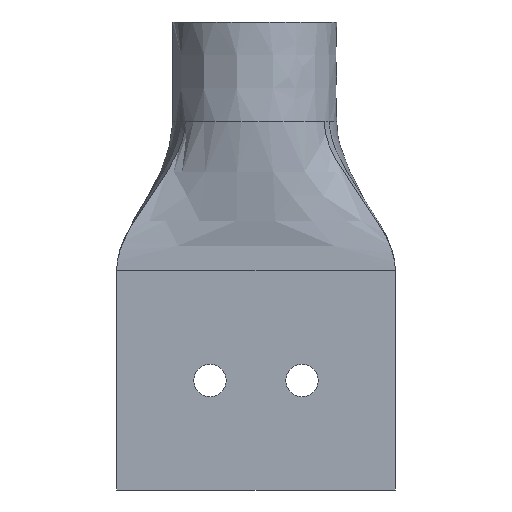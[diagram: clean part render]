
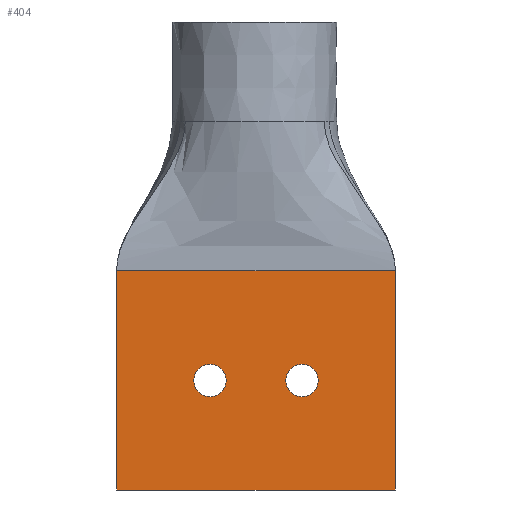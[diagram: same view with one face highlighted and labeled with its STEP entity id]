
A CAD part, front view. The second image highlights one B-rep face of the part: STEP entity #404.
In plain terms, the highlighted planar face has unit normal (0, -1, 0).
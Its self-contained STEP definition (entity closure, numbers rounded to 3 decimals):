
#20=FACE_BOUND('',#130,.T.);
#21=FACE_BOUND('',#131,.T.);
#31=CIRCLE('',#431,1.625);
#33=CIRCLE('',#434,1.625);
#40=PLANE('',#439);
#49=LINE('',#1834,#69);
#53=LINE('',#1951,#73);
#57=LINE('',#1958,#77);
#59=LINE('',#1961,#79);
#69=VECTOR('',#470,10.);
#73=VECTOR('',#488,10.);
#77=VECTOR('',#494,10.);
#79=VECTOR('',#498,10.);
#103=FACE_OUTER_BOUND('',#129,.T.);
#129=EDGE_LOOP('',(#362,#363,#364,#365));
#130=EDGE_LOOP('',(#366));
#131=EDGE_LOOP('',(#367));
#184=VERTEX_POINT('',#1779);
#185=VERTEX_POINT('',#1833);
#187=VERTEX_POINT('',#1939);
#189=VERTEX_POINT('',#1945);
#190=VERTEX_POINT('',#1949);
#191=VERTEX_POINT('',#1950);
#233=EDGE_CURVE('',#185,#184,#49,.T.);
#240=EDGE_CURVE('',#187,#187,#31,.T.);
#243=EDGE_CURVE('',#189,#189,#33,.T.);
#244=EDGE_CURVE('',#190,#191,#53,.T.);
#248=EDGE_CURVE('',#184,#190,#57,.T.);
#250=EDGE_CURVE('',#191,#185,#59,.T.);
#362=ORIENTED_EDGE('',*,*,#250,.F.);
#363=ORIENTED_EDGE('',*,*,#244,.F.);
#364=ORIENTED_EDGE('',*,*,#248,.F.);
#365=ORIENTED_EDGE('',*,*,#233,.F.);
#366=ORIENTED_EDGE('',*,*,#243,.F.);
#367=ORIENTED_EDGE('',*,*,#240,.F.);
#404=ADVANCED_FACE('',(#103,#20,#21),#40,.F.);
#431=AXIS2_PLACEMENT_3D('',#1941,#477,#478);
#434=AXIS2_PLACEMENT_3D('',#1947,#484,#485);
#439=AXIS2_PLACEMENT_3D('',#1964,#502,#503);
#470=DIRECTION('',(1.,0.,0.));
#477=DIRECTION('center_axis',(0.,-1.,0.));
#478=DIRECTION('ref_axis',(1.,0.,0.));
#484=DIRECTION('center_axis',(0.,-1.,0.));
#485=DIRECTION('ref_axis',(1.,0.,0.));
#488=DIRECTION('',(-1.,0.,0.));
#494=DIRECTION('',(0.,0.,-1.));
#498=DIRECTION('',(0.,0.,1.));
#502=DIRECTION('center_axis',(0.,1.,0.));
#503=DIRECTION('ref_axis',(1.,0.,0.));
#1779=CARTESIAN_POINT('',(-0.876,0.,39.757));
#1833=CARTESIAN_POINT('',(-28.876,0.,39.757));
#1834=CARTESIAN_POINT('',(-28.876,0.,39.757));
#1939=CARTESIAN_POINT('',(-11.876,0.,28.757));
#1941=CARTESIAN_POINT('Origin',(-10.251,0.,28.757));
#1945=CARTESIAN_POINT('',(-21.126,0.,28.757));
#1947=CARTESIAN_POINT('Origin',(-19.501,0.,28.757));
#1949=CARTESIAN_POINT('',(-0.876,0.,17.757));
#1950=CARTESIAN_POINT('',(-28.876,0.,17.757));
#1951=CARTESIAN_POINT('',(-0.876,0.,17.757));
#1958=CARTESIAN_POINT('',(-0.876,0.,39.757));
#1961=CARTESIAN_POINT('',(-28.876,0.,17.757));
#1964=CARTESIAN_POINT('Origin',(-14.876,0.,28.757));
